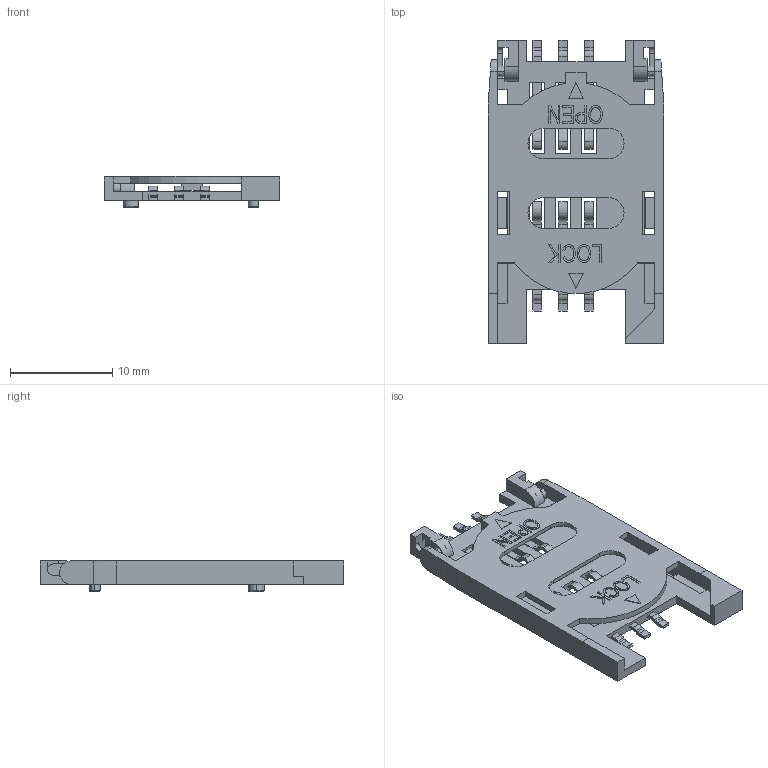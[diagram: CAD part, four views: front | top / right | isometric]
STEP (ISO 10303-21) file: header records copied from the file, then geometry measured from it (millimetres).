
FILE_DESCRIPTION (( 'STEP AP214' ), '1' );
FILE_NAME ('User Library-SIM holder 115B-AAA0-R.STEP', '2019-01-15T18:01:33', ( '' ), ( '' ), 'SwSTEP 2.0', 'SolidWorks 2018', '' );
FILE_SCHEMA (( 'AUTOMOTIVE_DESIGN' ));
Length unit declared in the file: millimetre
Products named in the file (1): User Library-SIM holder 115B-AAA0-R
Bounding box: 17.2 x 29.7 x 3.05 mm (x, y, z)
Surface area: 1785.3 mm2 (no closed solid volume)
Topology: 0 solids, 2 shells, 389 faces, 1151 edges, 768 vertices
Faces by surface type: plane 259, cylinder 85, bspline 35, cone 6, torus 4
Entity records: 19230 total; most frequent: CARTESIAN_POINT 4598, ORIENTED_EDGE 2196, DIRECTION 1973, EDGE_CURVE 1151, LINE 895, VECTOR 895, VERTEX_POINT 768, AXIS2_PLACEMENT_3D 539
